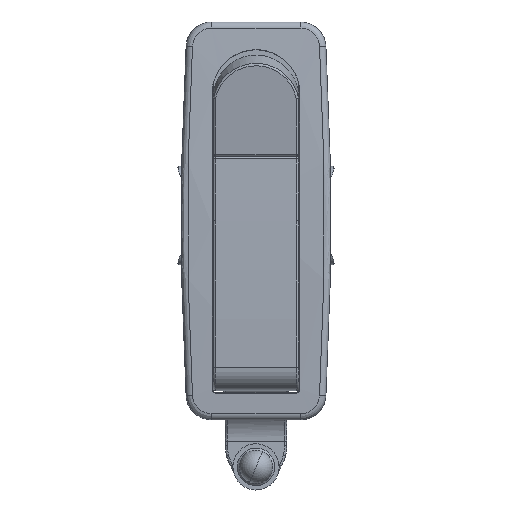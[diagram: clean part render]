
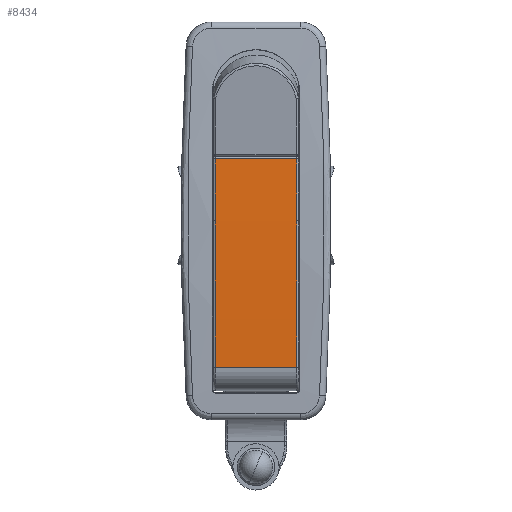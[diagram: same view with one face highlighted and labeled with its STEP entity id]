
A CAD part, front view. The second image highlights one B-rep face of the part: STEP entity #8434.
In plain terms, the highlighted cylindrical face has radius 721.5 mm (diameter 1443 mm), a partial arc.
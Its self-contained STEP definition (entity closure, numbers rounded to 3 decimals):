
#13 = VERTEX_POINT ( 'NONE', #18277 ) ;
#144 = CIRCLE ( 'NONE', #21159, 721.5 ) ;
#1339 = CARTESIAN_POINT ( 'NONE',  ( -9.5, 718., 0. ) ) ;
#1534 = DIRECTION ( 'NONE',  ( -1., 0., 0. ) ) ;
#1564 = AXIS2_PLACEMENT_3D ( 'NONE', #4500, #10180, #18712 ) ;
#2242 = ORIENTED_EDGE ( 'NONE', *, *, #14853, .T. ) ;
#2709 = VECTOR ( 'NONE', #14791, 1000. ) ;
#2830 = DIRECTION ( 'NONE',  ( 0., -1., 0. ) ) ;
#3813 = ORIENTED_EDGE ( 'NONE', *, *, #6521, .F. ) ;
#4182 = VERTEX_POINT ( 'NONE', #5169 ) ;
#4500 = CARTESIAN_POINT ( 'NONE',  ( -9.5, 718., 0. ) ) ;
#5158 = FACE_OUTER_BOUND ( 'NONE', #14144, .T. ) ;
#5169 = CARTESIAN_POINT ( 'NONE',  ( -9.5, -2.686, -34.27 ) ) ;
#5331 = VERTEX_POINT ( 'NONE', #19205 ) ;
#6003 = VECTOR ( 'NONE', #16983, 1000. ) ;
#6040 = CIRCLE ( 'NONE', #17807, 721.5 ) ;
#6521 = EDGE_CURVE ( 'NONE', #13, #4182, #19062, .T. ) ;
#6709 = AXIS2_PLACEMENT_3D ( 'NONE', #7249, #12222, #19247 ) ;
#6765 = DIRECTION ( 'NONE',  ( 0., -1., 0. ) ) ;
#6879 = DIRECTION ( 'NONE',  ( 1., 0., 0. ) ) ;
#7249 = CARTESIAN_POINT ( 'NONE',  ( 7.75, 718., 0. ) ) ;
#7523 = LINE ( 'NONE', #10883, #2709 ) ;
#8303 = CIRCLE ( 'NONE', #9030, 721.5 ) ;
#8342 = CARTESIAN_POINT ( 'NONE',  ( 7.75, -2.686, -34.27 ) ) ;
#8383 = DIRECTION ( 'NONE',  ( 0., -1., 0. ) ) ;
#8434 = ADVANCED_FACE ( 'NONE', ( #5158 ), #8993, .T. ) ;
#8993 = CYLINDRICAL_SURFACE ( 'NONE', #6709, 721.5 ) ;
#9030 = AXIS2_PLACEMENT_3D ( 'NONE', #11735, #1534, #8383 ) ;
#10180 = DIRECTION ( 'NONE',  ( 1., 0., 0. ) ) ;
#10277 = ORIENTED_EDGE ( 'NONE', *, *, #14178, .T. ) ;
#10883 = CARTESIAN_POINT ( 'NONE',  ( 7.75, -3.354, 14.51 ) ) ;
#11735 = CARTESIAN_POINT ( 'NONE',  ( 9.5, 718., 0. ) ) ;
#12222 = DIRECTION ( 'NONE',  ( -1., 0., 0. ) ) ;
#13354 = VERTEX_POINT ( 'NONE', #22303 ) ;
#14144 = EDGE_LOOP ( 'NONE', ( #16872, #10277, #2242, #14821, #15529, #3813 ) ) ;
#14178 = EDGE_CURVE ( 'NONE', #5331, #19290, #8303, .T. ) ;
#14791 = DIRECTION ( 'NONE',  ( -1., 0., 0. ) ) ;
#14821 = ORIENTED_EDGE ( 'NONE', *, *, #17790, .T. ) ;
#14853 = EDGE_CURVE ( 'NONE', #19290, #13354, #7523, .T. ) ;
#15309 = CARTESIAN_POINT ( 'NONE',  ( 9.5, 718., 0. ) ) ;
#15529 = ORIENTED_EDGE ( 'NONE', *, *, #16290, .T. ) ;
#16290 = EDGE_CURVE ( 'NONE', #19639, #4182, #144, .T. ) ;
#16872 = ORIENTED_EDGE ( 'NONE', *, *, #18597, .T. ) ;
#16908 = CARTESIAN_POINT ( 'NONE',  ( -9.5, -3.5, 0. ) ) ;
#16983 = DIRECTION ( 'NONE',  ( -1., 0., 0. ) ) ;
#17790 = EDGE_CURVE ( 'NONE', #13354, #19639, #21117, .T. ) ;
#17807 = AXIS2_PLACEMENT_3D ( 'NONE', #15309, #22110, #2830 ) ;
#18277 = CARTESIAN_POINT ( 'NONE',  ( 9.5, -2.686, -34.27 ) ) ;
#18597 = EDGE_CURVE ( 'NONE', #13, #5331, #6040, .T. ) ;
#18712 = DIRECTION ( 'NONE',  ( 0., -1., 0. ) ) ;
#19062 = LINE ( 'NONE', #8342, #6003 ) ;
#19205 = CARTESIAN_POINT ( 'NONE',  ( 9.5, -3.5, 0. ) ) ;
#19247 = DIRECTION ( 'NONE',  ( 0., 1., 0. ) ) ;
#19290 = VERTEX_POINT ( 'NONE', #22449 ) ;
#19639 = VERTEX_POINT ( 'NONE', #16908 ) ;
#21117 = CIRCLE ( 'NONE', #1564, 721.5 ) ;
#21159 = AXIS2_PLACEMENT_3D ( 'NONE', #1339, #6879, #6765 ) ;
#22110 = DIRECTION ( 'NONE',  ( -1., 0., 0. ) ) ;
#22303 = CARTESIAN_POINT ( 'NONE',  ( -9.5, -3.354, 14.51 ) ) ;
#22449 = CARTESIAN_POINT ( 'NONE',  ( 9.5, -3.354, 14.51 ) ) ;
